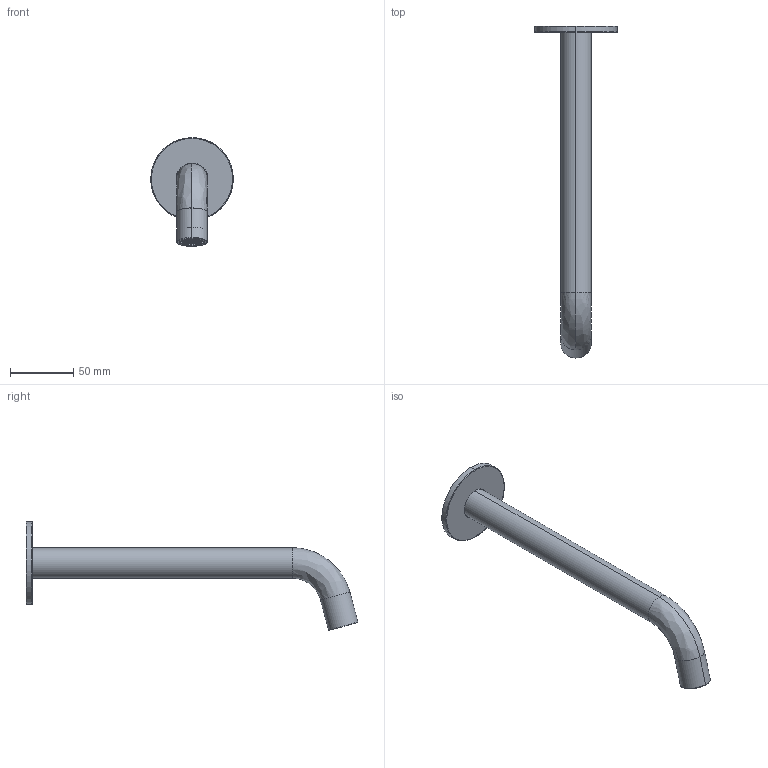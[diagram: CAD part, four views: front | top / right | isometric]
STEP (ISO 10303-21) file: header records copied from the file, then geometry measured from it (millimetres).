
FILE_DESCRIPTION(/* description */ (''),/* implementation_level */ '2;1');
FILE_NAME(/* name */ 'STEP - 164790203_2267210',/* time_stamp */ '2024-07-22T13:41:58+10:00',/* author */ (''),/* organization */ (''),/* preprocessor_version */ 'ST-DEVELOPER v16.5',/* originating_system */ 'Rhino 7.23',/* authorisation */ '');
FILE_SCHEMA (('AUTOMOTIVE_DESIGN'));
Length unit declared in the file: millimetre
Products named in the file (6): Document; 164790203RECE_ASM; 2031024799016; 2080007406019; 2060242301265; 203125180126
Assembly tree (5 placements, depth 3):
  Document
    164790203RECE_ASM
      2031024799016
      2080007406019
      2060242301265
      203125180126
Bounding box: 64.91 x 261.52 x 85.54 mm (x, y, z)
Volume: 28839.4 mm3; surface area: 59232.3 mm2
Topology: 6 solids, 9 shells, 1220 faces, 2854 edges, 1874 vertices
Faces by surface type: plane 830, cylinder 338, bspline 52
Entity records: 36549 total; most frequent: CARTESIAN_POINT 15973, ORIENTED_EDGE 5688, EDGE_CURVE 2850, B_SPLINE_CURVE_WITH_KNOTS 2322, VERTEX_POINT 1874, EDGE_LOOP 1462, ADVANCED_FACE 1220, FACE_OUTER_BOUND 1220
